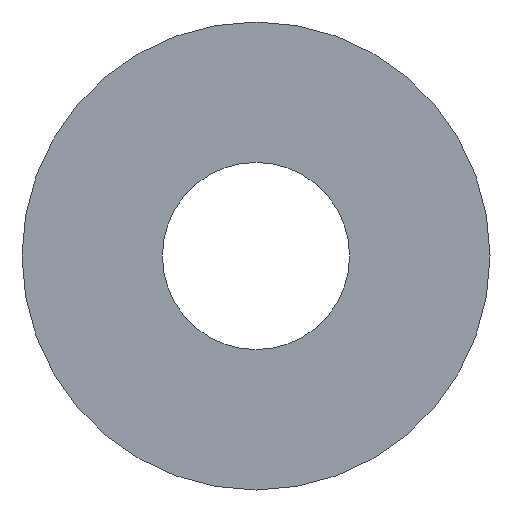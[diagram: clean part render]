
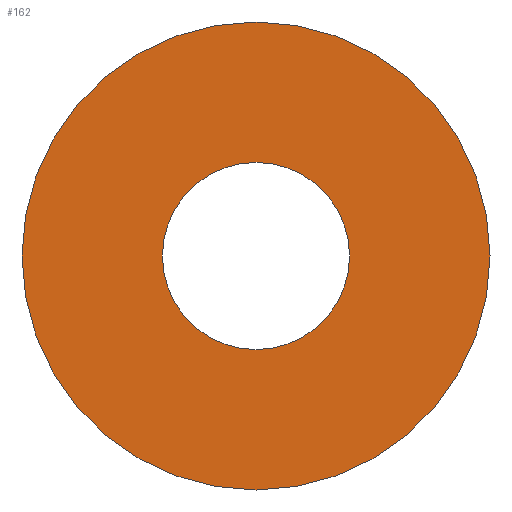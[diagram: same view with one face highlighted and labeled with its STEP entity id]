
A CAD part, left-side view. The second image highlights one B-rep face of the part: STEP entity #162.
In plain terms, the highlighted planar face has unit normal (-1, 0, 0).
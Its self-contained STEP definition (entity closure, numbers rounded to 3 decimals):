
#44=CARTESIAN_POINT('Vertex',(0.,250.,0.)) ;
#49=CARTESIAN_POINT('Axis2P3D Location',(0.,0.,0.)) ;
#53=CARTESIAN_POINT('Vertex',(0.,-250.,0.)) ;
#75=CARTESIAN_POINT('Axis2P3D Location',(0.,0.,0.)) ;
#110=CARTESIAN_POINT('Vertex',(0.,100.,0.)) ;
#113=CARTESIAN_POINT('Axis2P3D Location',(0.,0.,0.)) ;
#117=CARTESIAN_POINT('Vertex',(0.,-100.,0.)) ;
#137=CARTESIAN_POINT('Axis2P3D Location',(0.,0.,0.)) ;
#149=CARTESIAN_POINT('Axis2P3D Location',(0.,0.,0.)) ;
#50=DIRECTION('Axis2P3D Direction',(1.,0.,0.)) ;
#76=DIRECTION('Axis2P3D Direction',(1.,0.,0.)) ;
#114=DIRECTION('Axis2P3D Direction',(1.,0.,0.)) ;
#138=DIRECTION('Axis2P3D Direction',(1.,0.,0.)) ;
#150=DIRECTION('Axis2P3D Direction',(1.,0.,0.)) ;
#151=DIRECTION('Axis2P3D XDirection',(0.,1.,0.)) ;
#51=AXIS2_PLACEMENT_3D('Circle Axis2P3D',#49,#50,$) ;
#77=AXIS2_PLACEMENT_3D('Circle Axis2P3D',#75,#76,$) ;
#115=AXIS2_PLACEMENT_3D('Circle Axis2P3D',#113,#114,$) ;
#139=AXIS2_PLACEMENT_3D('Circle Axis2P3D',#137,#138,$) ;
#152=AXIS2_PLACEMENT_3D('Plane Axis2P3D',#149,#150,#151) ;
#155=ORIENTED_EDGE('',*,*,#79,.F.) ;
#156=ORIENTED_EDGE('',*,*,#55,.F.) ;
#159=ORIENTED_EDGE('',*,*,#141,.T.) ;
#160=ORIENTED_EDGE('',*,*,#119,.T.) ;
#161=FACE_BOUND('',#158,.T.) ;
#162=ADVANCED_FACE('PartBody',(#157,#161),#153,.F.) ;
#52=CIRCLE('generated circle',#51,250.) ;
#78=CIRCLE('generated circle',#77,250.) ;
#116=CIRCLE('generated circle',#115,100.) ;
#140=CIRCLE('generated circle',#139,100.) ;
#55=EDGE_CURVE('',#45,#54,#52,.T.) ;
#79=EDGE_CURVE('',#54,#45,#78,.T.) ;
#119=EDGE_CURVE('',#118,#111,#116,.T.) ;
#141=EDGE_CURVE('',#111,#118,#140,.T.) ;
#154=EDGE_LOOP('',(#155,#156)) ;
#158=EDGE_LOOP('',(#159,#160)) ;
#157=FACE_OUTER_BOUND('',#154,.T.) ;
#153=PLANE('',#152) ;
#45=VERTEX_POINT('',#44) ;
#54=VERTEX_POINT('',#53) ;
#111=VERTEX_POINT('',#110) ;
#118=VERTEX_POINT('',#117) ;
